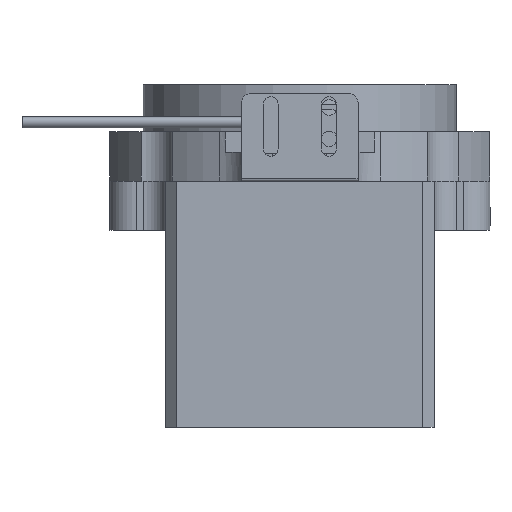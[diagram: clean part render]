
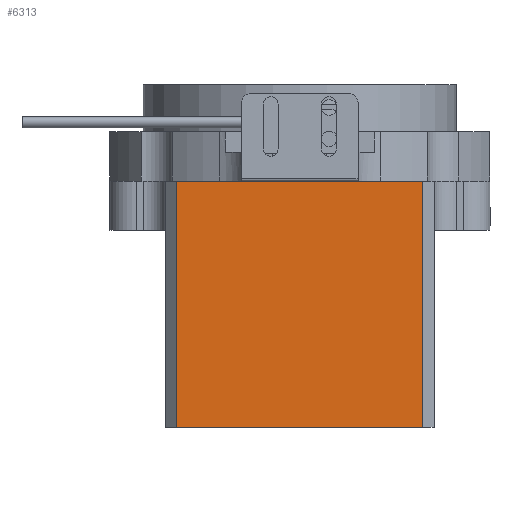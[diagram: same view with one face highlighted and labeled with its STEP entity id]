
A CAD part, front view. The second image highlights one B-rep face of the part: STEP entity #6313.
In plain terms, the highlighted planar face has unit normal (0, -1, 0).
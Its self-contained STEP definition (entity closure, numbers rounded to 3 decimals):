
#260 = VERTEX_POINT ( 'NONE', #2130 ) ;
#548 = DIRECTION ( 'NONE',  ( 0., 1., 0. ) ) ;
#749 = DIRECTION ( 'NONE',  ( 0., 0., -1. ) ) ;
#922 = CARTESIAN_POINT ( 'NONE',  ( 27.5, -77., 11. ) ) ;
#1293 = VECTOR ( 'NONE', #2565, 1000. ) ;
#1523 = EDGE_LOOP ( 'NONE', ( #4264, #4168, #6657, #1815 ) ) ;
#1815 = ORIENTED_EDGE ( 'NONE', *, *, #8513, .F. ) ;
#1898 = CARTESIAN_POINT ( 'NONE',  ( -27.5, -77., 32.7 ) ) ;
#2056 = AXIS2_PLACEMENT_3D ( 'NONE', #3385, #548, #6662 ) ;
#2130 = CARTESIAN_POINT ( 'NONE',  ( -27.5, -77., -44. ) ) ;
#2138 = CARTESIAN_POINT ( 'NONE',  ( -27.5, -77., 11. ) ) ;
#2250 = CARTESIAN_POINT ( 'NONE',  ( 27.5, -77., 32.7 ) ) ;
#2552 = VERTEX_POINT ( 'NONE', #3819 ) ;
#2565 = DIRECTION ( 'NONE',  ( 0., 0., -1. ) ) ;
#2762 = LINE ( 'NONE', #2138, #3584 ) ;
#2979 = CARTESIAN_POINT ( 'NONE',  ( 27.5, -77., -44. ) ) ;
#3385 = CARTESIAN_POINT ( 'NONE',  ( -27.5, -77., 32.7 ) ) ;
#3584 = VECTOR ( 'NONE', #7629, 1000. ) ;
#3601 = EDGE_CURVE ( 'NONE', #2552, #4628, #2762, .T. ) ;
#3819 = CARTESIAN_POINT ( 'NONE',  ( -27.5, -77., 11. ) ) ;
#4168 = ORIENTED_EDGE ( 'NONE', *, *, #4941, .T. ) ;
#4264 = ORIENTED_EDGE ( 'NONE', *, *, #3601, .F. ) ;
#4369 = CARTESIAN_POINT ( 'NONE',  ( 27.5, -77., -44. ) ) ;
#4628 = VERTEX_POINT ( 'NONE', #922 ) ;
#4865 = LINE ( 'NONE', #2250, #7014 ) ;
#4899 = DIRECTION ( 'NONE',  ( -1., 0., 0. ) ) ;
#4910 = VECTOR ( 'NONE', #4899, 1000. ) ;
#4941 = EDGE_CURVE ( 'NONE', #2552, #260, #5879, .T. ) ;
#5642 = LINE ( 'NONE', #4369, #4910 ) ;
#5879 = LINE ( 'NONE', #1898, #1293 ) ;
#5950 = FACE_OUTER_BOUND ( 'NONE', #1523, .T. ) ;
#6313 = ADVANCED_FACE ( 'NONE', ( #5950 ), #8753, .F. ) ;
#6466 = VERTEX_POINT ( 'NONE', #2979 ) ;
#6657 = ORIENTED_EDGE ( 'NONE', *, *, #7205, .F. ) ;
#6662 = DIRECTION ( 'NONE',  ( 1., 0., 0. ) ) ;
#7014 = VECTOR ( 'NONE', #749, 1000. ) ;
#7205 = EDGE_CURVE ( 'NONE', #6466, #260, #5642, .T. ) ;
#7629 = DIRECTION ( 'NONE',  ( 1., 0., 0. ) ) ;
#8513 = EDGE_CURVE ( 'NONE', #4628, #6466, #4865, .T. ) ;
#8753 = PLANE ( 'NONE',  #2056 ) ;
